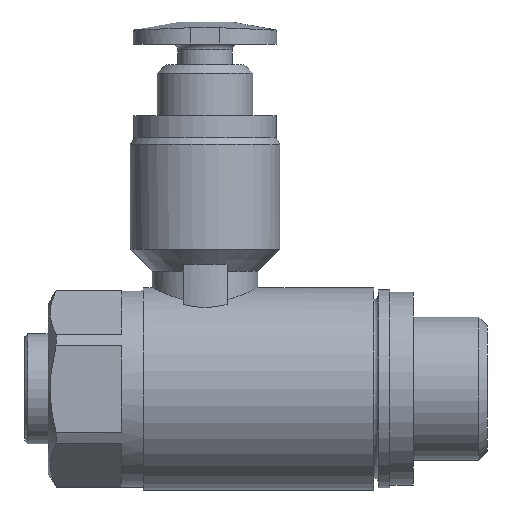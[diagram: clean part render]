
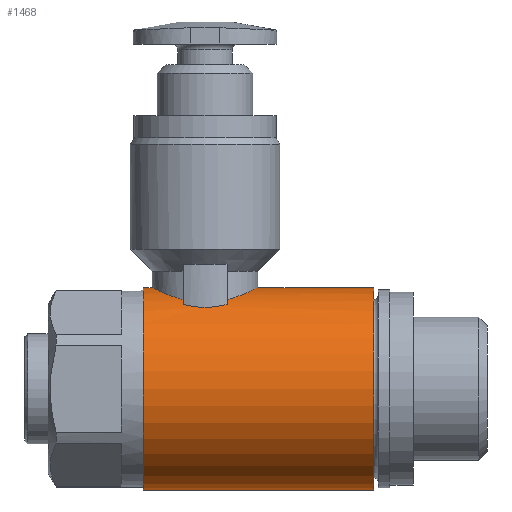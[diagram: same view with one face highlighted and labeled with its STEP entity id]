
A CAD part, left-side view. The second image highlights one B-rep face of the part: STEP entity #1468.
In plain terms, the highlighted cylindrical face has radius 6.9 mm (diameter 13.8 mm), a full revolution.
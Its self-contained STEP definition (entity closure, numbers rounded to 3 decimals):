
#147=CIRCLE('',#1549,6.9);
#148=CIRCLE('',#1550,6.9);
#149=CIRCLE('',#1551,6.9);
#150=CIRCLE('',#1552,6.9);
#151=CIRCLE('',#1553,6.9);
#152=CIRCLE('',#1554,6.9);
#214=ORIENTED_EDGE('',*,*,#472,.F.);
#215=ORIENTED_EDGE('',*,*,#473,.T.);
#216=ORIENTED_EDGE('',*,*,#474,.F.);
#217=ORIENTED_EDGE('',*,*,#475,.F.);
#218=ORIENTED_EDGE('',*,*,#476,.F.);
#219=ORIENTED_EDGE('',*,*,#477,.F.);
#220=ORIENTED_EDGE('',*,*,#478,.F.);
#221=ORIENTED_EDGE('',*,*,#479,.F.);
#222=ORIENTED_EDGE('',*,*,#480,.F.);
#223=ORIENTED_EDGE('',*,*,#481,.F.);
#472=EDGE_CURVE('',#601,#601,#147,.T.);
#473=EDGE_CURVE('',#602,#602,#148,.T.);
#474=EDGE_CURVE('',#603,#604,#149,.T.);
#475=EDGE_CURVE('',#605,#603,#694,.T.);
#476=EDGE_CURVE('',#606,#605,#150,.T.);
#477=EDGE_CURVE('',#607,#606,#695,.T.);
#478=EDGE_CURVE('',#608,#607,#151,.T.);
#479=EDGE_CURVE('',#609,#608,#696,.T.);
#480=EDGE_CURVE('',#610,#609,#152,.T.);
#481=EDGE_CURVE('',#604,#610,#697,.T.);
#601=VERTEX_POINT('',#2014);
#602=VERTEX_POINT('',#2016);
#603=VERTEX_POINT('',#2018);
#604=VERTEX_POINT('',#2019);
#605=VERTEX_POINT('',#2027);
#606=VERTEX_POINT('',#2029);
#607=VERTEX_POINT('',#2035);
#608=VERTEX_POINT('',#2037);
#609=VERTEX_POINT('',#2045);
#610=VERTEX_POINT('',#2047);
#694=B_SPLINE_CURVE_WITH_KNOTS('',3,(#2020,#2021,#2022,#2023,#2024,#2025,
#2026),.UNSPECIFIED.,.F.,.F.,(4,1,1,1,4),(0.013,0.015,
0.017,0.019,0.021),.UNSPECIFIED.);
#695=B_SPLINE_CURVE_WITH_KNOTS('',3,(#2030,#2031,#2032,#2033,#2034),
 .UNSPECIFIED.,.F.,.F.,(4,1,4),(0.,0.002,0.003),
 .UNSPECIFIED.);
#696=B_SPLINE_CURVE_WITH_KNOTS('',3,(#2038,#2039,#2040,#2041,#2042,#2043,
#2044),.UNSPECIFIED.,.F.,.F.,(4,1,1,1,4),(0.002,0.004,
0.006,0.008,0.01),
 .UNSPECIFIED.);
#697=B_SPLINE_CURVE_WITH_KNOTS('',3,(#2048,#2049,#2050,#2051,#2052),
 .UNSPECIFIED.,.F.,.F.,(4,1,4),(0.,0.002,0.003),
 .UNSPECIFIED.);
#726=EDGE_LOOP('',(#214));
#727=EDGE_LOOP('',(#215));
#728=EDGE_LOOP('',(#216,#217,#218,#219,#220,#221,#222,#223));
#838=FACE_BOUND('',#726,.T.);
#839=FACE_BOUND('',#727,.T.);
#840=FACE_BOUND('',#728,.T.);
#947=CYLINDRICAL_SURFACE('',#1548,6.9);
#1468=ADVANCED_FACE('',(#838,#839,#840),#947,.T.);
#1548=AXIS2_PLACEMENT_3D('',#2012,#1693,#1694);
#1549=AXIS2_PLACEMENT_3D('',#2013,#1695,#1696);
#1550=AXIS2_PLACEMENT_3D('',#2015,#1697,#1698);
#1551=AXIS2_PLACEMENT_3D('',#2017,#1699,#1700);
#1552=AXIS2_PLACEMENT_3D('',#2028,#1701,#1702);
#1553=AXIS2_PLACEMENT_3D('',#2036,#1703,#1704);
#1554=AXIS2_PLACEMENT_3D('',#2046,#1705,#1706);
#1693=DIRECTION('',(0.,-1.,0.));
#1694=DIRECTION('',(0.,0.,-1.));
#1695=DIRECTION('',(0.,-1.,0.));
#1696=DIRECTION('',(0.,0.,-1.));
#1697=DIRECTION('',(0.,-1.,0.));
#1698=DIRECTION('',(0.,0.,-1.));
#1699=DIRECTION('',(0.,-1.,0.));
#1700=DIRECTION('',(0.,0.,-1.));
#1701=DIRECTION('',(0.,-1.,0.));
#1702=DIRECTION('',(0.,0.,-1.));
#1703=DIRECTION('',(0.,1.,0.));
#1704=DIRECTION('',(0.,0.,1.));
#1705=DIRECTION('',(0.,1.,0.));
#1706=DIRECTION('',(0.,0.,1.));
#2012=CARTESIAN_POINT('',(0.,-19.25,0.));
#2013=CARTESIAN_POINT('',(0.,-11.5,0.));
#2014=CARTESIAN_POINT('',(0.,-11.5,-6.9));
#2015=CARTESIAN_POINT('',(0.,4.2,0.));
#2016=CARTESIAN_POINT('',(0.,4.2,-6.9));
#2017=CARTESIAN_POINT('',(0.,1.5,0.));
#2018=CARTESIAN_POINT('',(-3.273,1.5,6.075));
#2019=CARTESIAN_POINT('',(-3.816,1.5,5.749));
#2020=CARTESIAN_POINT('',(3.273,1.5,6.075));
#2021=CARTESIAN_POINT('',(2.987,2.123,6.228));
#2022=CARTESIAN_POINT('',(2.085,3.173,6.665));
#2023=CARTESIAN_POINT('',(0.006,3.813,7.017));
#2024=CARTESIAN_POINT('',(-2.084,3.177,6.666));
#2025=CARTESIAN_POINT('',(-2.989,2.12,6.228));
#2026=CARTESIAN_POINT('',(-3.273,1.5,6.075));
#2027=CARTESIAN_POINT('',(3.273,1.5,6.075));
#2028=CARTESIAN_POINT('',(0.,1.5,0.));
#2029=CARTESIAN_POINT('',(3.816,1.5,5.749));
#2030=CARTESIAN_POINT('',(3.816,-1.5,5.749));
#2031=CARTESIAN_POINT('',(4.001,-1.029,5.626));
#2032=CARTESIAN_POINT('',(4.199,-0.002,5.474));
#2033=CARTESIAN_POINT('',(4.001,1.028,5.626));
#2034=CARTESIAN_POINT('',(3.816,1.5,5.749));
#2035=CARTESIAN_POINT('',(3.816,-1.5,5.749));
#2036=CARTESIAN_POINT('',(0.,-1.5,0.));
#2037=CARTESIAN_POINT('',(3.273,-1.5,6.075));
#2038=CARTESIAN_POINT('',(-3.273,-1.5,6.075));
#2039=CARTESIAN_POINT('',(-2.988,-2.12,6.228));
#2040=CARTESIAN_POINT('',(-2.081,-3.177,6.666));
#2041=CARTESIAN_POINT('',(-0.008,-3.811,7.017));
#2042=CARTESIAN_POINT('',(2.085,-3.178,6.667));
#2043=CARTESIAN_POINT('',(2.99,-2.117,6.227));
#2044=CARTESIAN_POINT('',(3.273,-1.5,6.075));
#2045=CARTESIAN_POINT('',(-3.273,-1.5,6.075));
#2046=CARTESIAN_POINT('',(0.,-1.5,0.));
#2047=CARTESIAN_POINT('',(-3.816,-1.5,5.749));
#2048=CARTESIAN_POINT('',(-3.816,1.5,5.749));
#2049=CARTESIAN_POINT('',(-4.001,1.029,5.626));
#2050=CARTESIAN_POINT('',(-4.199,0.002,5.474));
#2051=CARTESIAN_POINT('',(-4.001,-1.028,5.626));
#2052=CARTESIAN_POINT('',(-3.816,-1.5,5.749));
